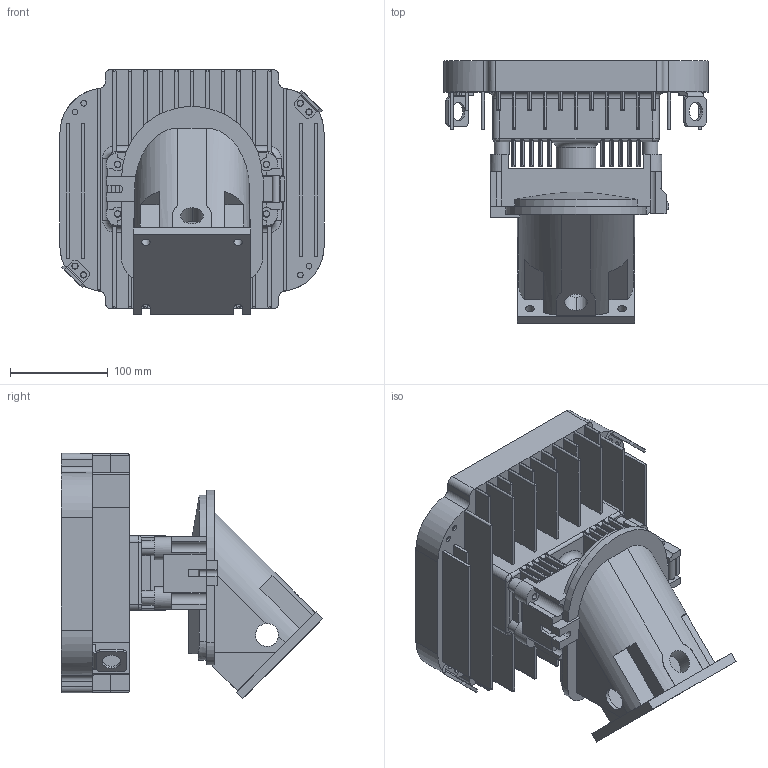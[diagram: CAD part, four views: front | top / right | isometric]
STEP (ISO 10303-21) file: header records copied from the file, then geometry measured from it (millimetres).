
FILE_DESCRIPTION((''),'2;1');
FILE_NAME('AREALIGHT_GLASS_UMA_ASM','2017-07-28T',('mirabem'),(''),'PRO/ENGINEER BY PARAMETRIC TECHNOLOGY CORPORATION, 2014000','PRO/ENGINEER BY PARAMETRIC TECHNOLOGY CORPORATION, 2014000','');
FILE_SCHEMA(('CONFIG_CONTROL_DESIGN'));
Length unit declared in the file: inch
Products named in the file (8): AREALIGHT_STEP_1; 0000443232; AREA_LIGHT_GLASS_ASM; UMA; 45WALL_REDUCED; 45WALL_BACKPLATE_REDUCED; HZXW45_ASM; AREALIGHT_GLASS_UMA_ASM
Assembly tree (8 placements, depth 3):
  AREALIGHT_GLASS_UMA_ASM
    AREA_LIGHT_GLASS_ASM
      AREALIGHT_STEP_1
      0000443232  x2
    UMA
    HZXW45_ASM
      45WALL_REDUCED
      45WALL_BACKPLATE_REDUCED
Bounding box: 270.51 x 268.12 x 251.01 mm (x, y, z)
Volume: 3525829.8 mm3; surface area: 661367.5 mm2
Topology: 6 solids, 6 shells, 730 faces, 1926 edges, 1228 vertices
Faces by surface type: plane 394, cylinder 315, cone 9, torus 7, bspline 4, extrusion 1
Entity records: 22874 total; most frequent: CARTESIAN_POINT 5280, ORIENTED_EDGE 3712, DIRECTION 3522, EDGE_CURVE 1856, VECTOR 1220, LINE 1219, VERTEX_POINT 1182, AXIS2_PLACEMENT_3D 1151
